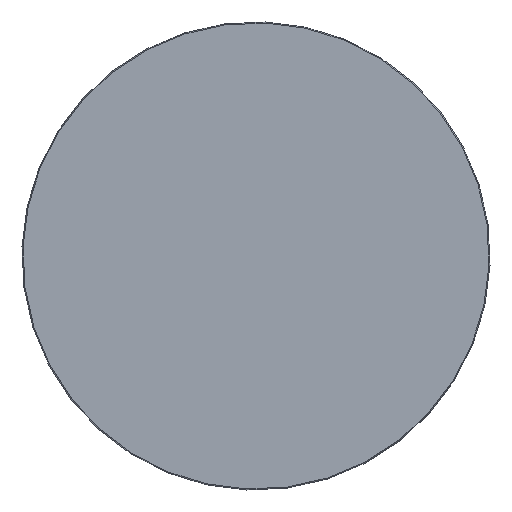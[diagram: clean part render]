
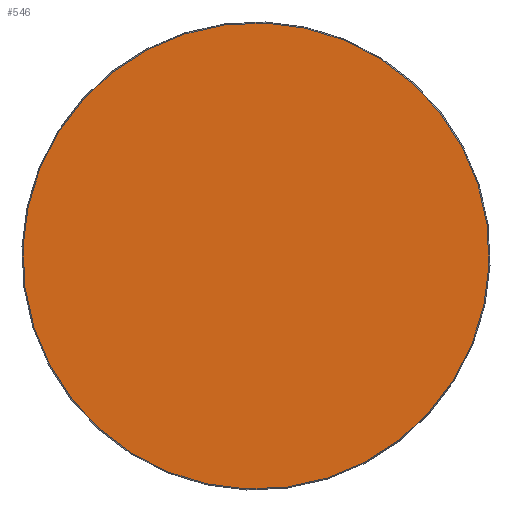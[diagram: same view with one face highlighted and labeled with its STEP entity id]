
A CAD part, front view. The second image highlights one B-rep face of the part: STEP entity #546.
In plain terms, the highlighted planar face has unit normal (0, -1, 0).
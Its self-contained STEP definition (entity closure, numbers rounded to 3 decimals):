
#119=FACE_OUTER_BOUND('',#160,.T.);
#160=EDGE_LOOP('',(#435));
#203=CIRCLE('',#633,22.5);
#260=VERTEX_POINT('',#970);
#323=EDGE_CURVE('',#260,#260,#203,.T.);
#435=ORIENTED_EDGE('',*,*,#323,.T.);
#525=PLANE('',#632);
#546=ADVANCED_FACE('',(#119),#525,.T.);
#632=AXIS2_PLACEMENT_3D('',#969,#783,#784);
#633=AXIS2_PLACEMENT_3D('',#971,#785,#786);
#783=DIRECTION('center_axis',(0.,-1.,0.));
#784=DIRECTION('ref_axis',(-0.991,0.,-0.135));
#785=DIRECTION('center_axis',(0.,-1.,0.));
#786=DIRECTION('ref_axis',(0.991,0.,0.135));
#969=CARTESIAN_POINT('Origin',(0.,-31.5,0.));
#970=CARTESIAN_POINT('',(-3.036,-31.5,22.294));
#971=CARTESIAN_POINT('Origin',(0.,-31.5,0.));
